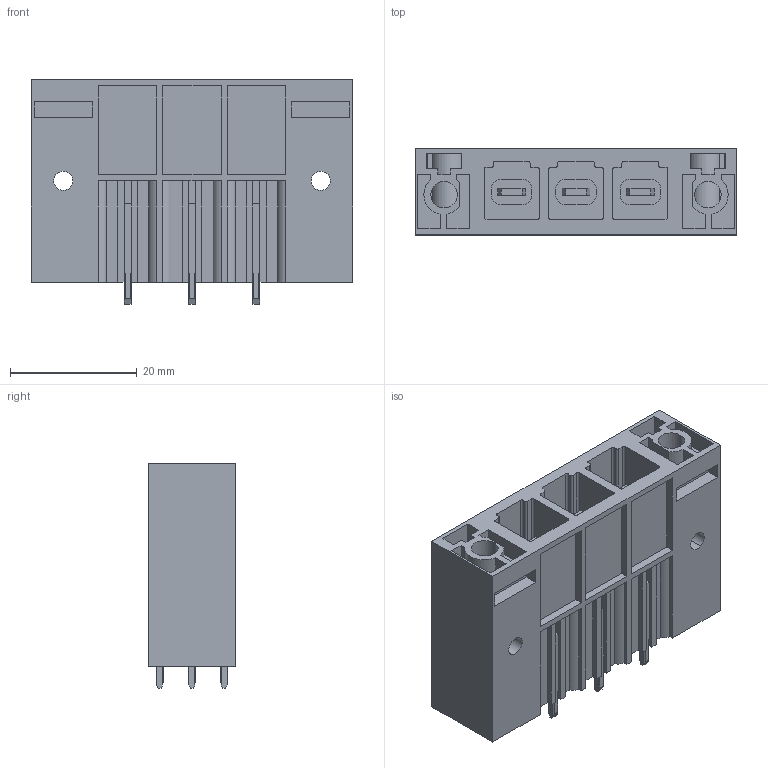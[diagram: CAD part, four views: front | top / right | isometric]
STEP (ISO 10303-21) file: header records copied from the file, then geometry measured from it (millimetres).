
FILE_DESCRIPTION(('CATIA V5 STEP Exchange','CAx-IF Rec.Pracs.--- Model Styling and Organization---1.2---2011-12-15'),'2;1');
FILE_NAME ('D1456685_0_1813660000_1813660000.stp','2018-11-27T05:43:56+00:00',('none'),('Weidmueller'),'CATIA Version 5-6 Release 2014','CATIA V5 STEP AP214','none');
FILE_SCHEMA(('AUTOMOTIVE_DESIGN { 1 0 10303 214 1 1 1 1 }'));
Length unit declared in the file: millimetre
Products named in the file (1): 1813660000
Bounding box: 50.8 x 13.6 x 35.5 mm (x, y, z)
Volume: 10310.2 mm3; surface area: 15771.2 mm2
Topology: 4 solids, 4 shells, 590 faces, 1677 edges, 1117 vertices
Faces by surface type: plane 502, cylinder 88
Entity records: 17339 total; most frequent: ORIENTED_EDGE 3354, CARTESIAN_POINT 3119, DIRECTION 2245, EDGE_CURVE 1675, VECTOR 1469, LINE 1469, VERTEX_POINT 1113, EDGE_LOOP 630
